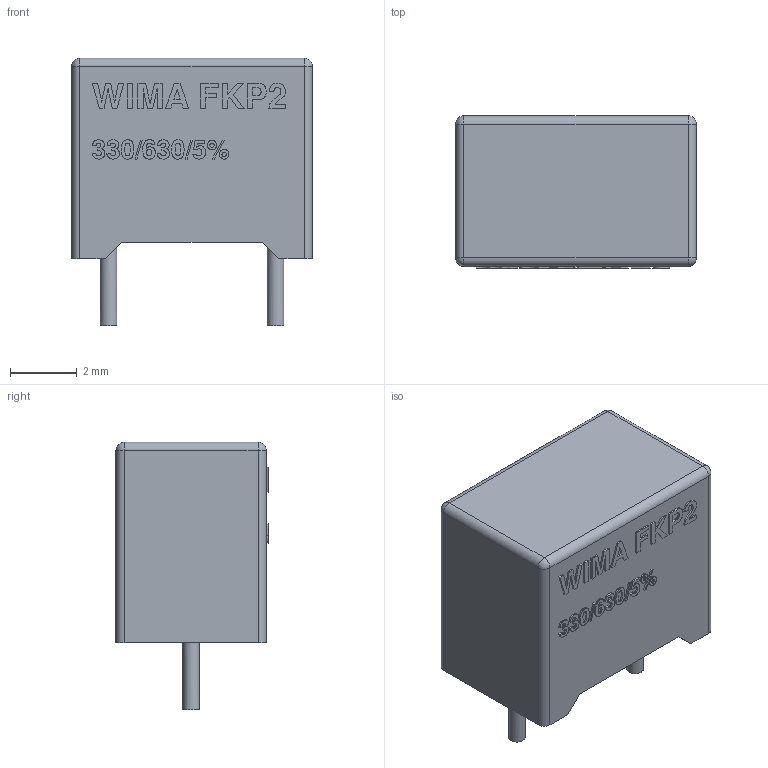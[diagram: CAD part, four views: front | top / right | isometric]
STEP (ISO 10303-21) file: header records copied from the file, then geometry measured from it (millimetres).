
FILE_DESCRIPTION(('FreeCAD Model'),'2;1');
FILE_NAME('FKP2J003301D00JSSD.step','2019-07-04T12:19:03',('' ),(''),'Open CASCADE STEP processor 7.3','FreeCAD','Unknown');
FILE_SCHEMA(('AUTOMOTIVE_DESIGN { 1 0 10303 214 1 1 1 1 }'));
Length unit declared in the file: millimetre
Products named in the file (1): FKP2J003301D00JSSD
Bounding box: 7.2 x 4.55 x 8 mm (x, y, z)
Volume: 159.6 mm3; surface area: 225.7 mm2
Topology: 1 solids, 1 shells, 398 faces, 1096 edges, 725 vertices
Faces by surface type: extrusion 226, plane 157, cylinder 10, sphere 4, bspline 1
Full cylindrical faces by diameter (mm): 0.5 x2
Entity records: 15983 total; most frequent: CARTESIAN_POINT 3962, ORIENTED_EDGE 2184, DIRECTION 1219, EDGE_CURVE 1092, VECTOR 839, VERTEX_POINT 725, B_SPLINE_CURVE_WITH_KNOTS 687, LINE 613
